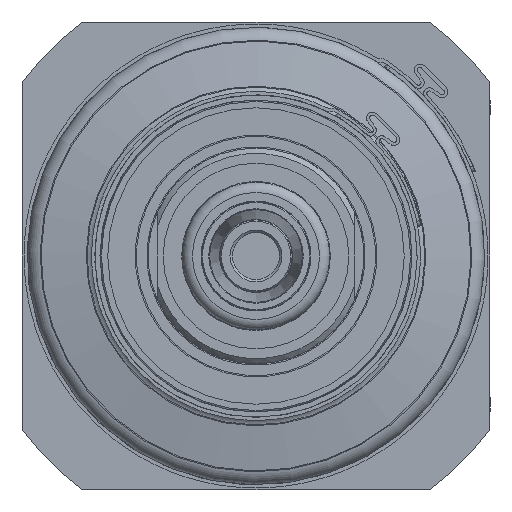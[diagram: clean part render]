
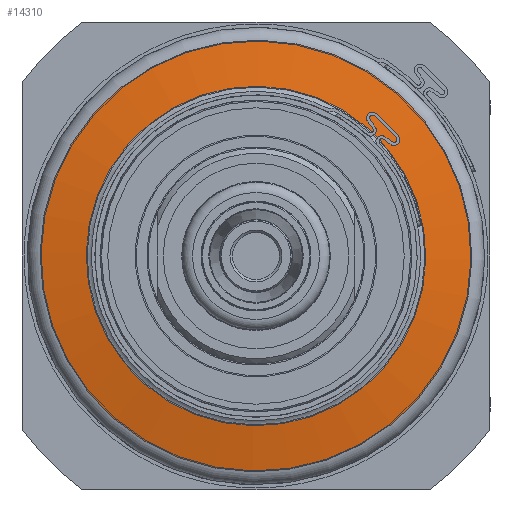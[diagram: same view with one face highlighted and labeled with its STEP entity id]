
A CAD part, left-side view. The second image highlights one B-rep face of the part: STEP entity #14310.
In plain terms, the highlighted conical face has half-angle 80 degrees and reference radius 37.087 mm.
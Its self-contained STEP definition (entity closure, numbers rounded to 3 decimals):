
#1540=CONICAL_SURFACE('',#15417,37.087,80.);
#2216=FACE_BOUND('',#3667,.T.);
#2753=FACE_OUTER_BOUND('',#3666,.T.);
#3666=EDGE_LOOP('',(#9567));
#3667=EDGE_LOOP('',(#9568));
#4970=CIRCLE('',#15416,32.653);
#4971=CIRCLE('',#15418,41.521);
#6053=VERTEX_POINT('',#22220);
#6054=VERTEX_POINT('',#22223);
#7479=EDGE_CURVE('',#6053,#6053,#4970,.T.);
#7480=EDGE_CURVE('',#6054,#6054,#4971,.T.);
#9567=ORIENTED_EDGE('',*,*,#7479,.T.);
#9568=ORIENTED_EDGE('',*,*,#7480,.F.);
#14310=ADVANCED_FACE('',(#2753,#2216),#1540,.T.);
#15416=AXIS2_PLACEMENT_3D('',#22221,#17681,#17682);
#15417=AXIS2_PLACEMENT_3D('',#22222,#17683,#17684);
#15418=AXIS2_PLACEMENT_3D('',#22224,#17685,#17686);
#17681=DIRECTION('center_axis',(1.,0.,0.));
#17682=DIRECTION('ref_axis',(0.,-0.157,-0.988));
#17683=DIRECTION('center_axis',(1.,0.,0.));
#17684=DIRECTION('ref_axis',(0.,0.988,-0.157));
#17685=DIRECTION('center_axis',(1.,0.,0.));
#17686=DIRECTION('ref_axis',(0.,-0.157,-0.988));
#22220=CARTESIAN_POINT('',(53.006,32.246,-5.135));
#22221=CARTESIAN_POINT('Origin',(53.006,0.,
0.));
#22222=CARTESIAN_POINT('Origin',(53.788,0.,
0.));
#22223=CARTESIAN_POINT('',(54.57,41.004,-6.53));
#22224=CARTESIAN_POINT('Origin',(54.57,0.,
0.));
